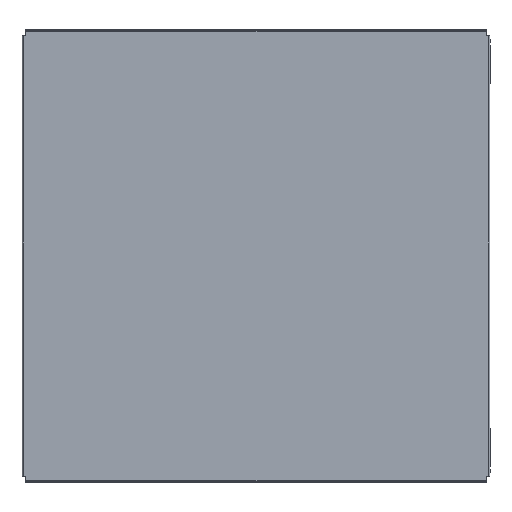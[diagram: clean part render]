
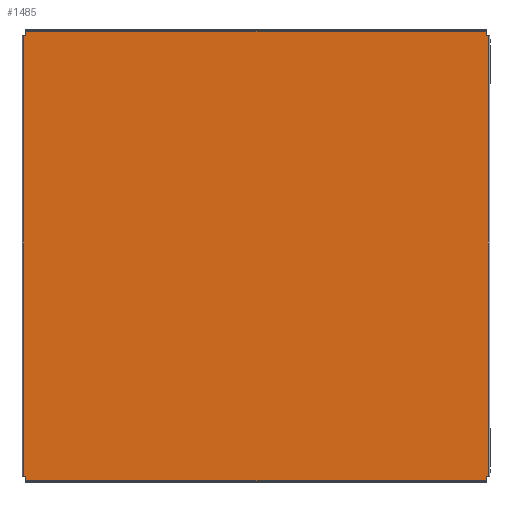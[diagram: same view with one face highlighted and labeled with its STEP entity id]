
A CAD part, top view. The second image highlights one B-rep face of the part: STEP entity #1485.
In plain terms, the highlighted planar face has unit normal (0, 0, 1).
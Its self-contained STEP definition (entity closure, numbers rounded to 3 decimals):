
#778 = DIRECTION ( 'NONE',  ( 1., 0., 0. ) ) ;
#779 = CARTESIAN_POINT ( 'NONE',  ( -447., 422.5, 2. ) ) ;
#780 = DIRECTION ( 'NONE',  ( 0., -1., 0. ) ) ;
#781 = CARTESIAN_POINT ( 'NONE',  ( -446., 422.5, 2. ) ) ;
#782 = DIRECTION ( 'NONE',  ( 1., 0., 0. ) ) ;
#784 = CARTESIAN_POINT ( 'NONE',  ( -447., -422.5, 2. ) ) ;
#785 = DIRECTION ( 'NONE',  ( 0., -1., 0. ) ) ;
#786 = CARTESIAN_POINT ( 'NONE',  ( -442., 432.5, 2. ) ) ;
#787 = DIRECTION ( 'NONE',  ( -1., 0., 0. ) ) ;
#788 = CARTESIAN_POINT ( 'NONE',  ( 442., -431.5, 2. ) ) ;
#789 = DIRECTION ( 'NONE',  ( 0., 1., 0. ) ) ;
#790 = CARTESIAN_POINT ( 'NONE',  ( 442., 432.5, 2. ) ) ;
#791 = DIRECTION ( 'NONE',  ( -1., 0., 0. ) ) ;
#792 = CARTESIAN_POINT ( 'NONE',  ( 447., -422.5, 2. ) ) ;
#793 = DIRECTION ( 'NONE',  ( 0., 1., 0. ) ) ;
#794 = CARTESIAN_POINT ( 'NONE',  ( 446., -422.5, 2. ) ) ;
#795 = DIRECTION ( 'NONE',  ( -1., 0., 0. ) ) ;
#796 = CARTESIAN_POINT ( 'NONE',  ( 447., 422.5, 2. ) ) ;
#797 = DIRECTION ( 'NONE',  ( 0., 1., 0. ) ) ;
#798 = CARTESIAN_POINT ( 'NONE',  ( 442., 432.5, 2. ) ) ;
#799 = DIRECTION ( 'NONE',  ( 1., 0., 0. ) ) ;
#800 = DIRECTION ( 'NONE',  ( 0., -1., 0. ) ) ;
#802 = CARTESIAN_POINT ( 'NONE',  ( -442., 432.5, 2. ) ) ;
#819 = CARTESIAN_POINT ( 'NONE',  ( -442., 431.5, 2. ) ) ;
#1059 = EDGE_CURVE ( 'NONE', #1720, #1730, #2095, .T. ) ;
#1060 = EDGE_CURVE ( 'NONE', #1720, #1717, #2085, .T. ) ;
#1061 = EDGE_CURVE ( 'NONE', #1718, #1717, #2099, .T. ) ;
#1062 = EDGE_CURVE ( 'NONE', #1719, #1718, #2101, .T. ) ;
#1063 = EDGE_CURVE ( 'NONE', #1726, #1719, #2103, .T. ) ;
#1064 = EDGE_CURVE ( 'NONE', #1726, #1721, #2105, .T. ) ;
#1065 = EDGE_CURVE ( 'NONE', #1727, #1721, #2107, .T. ) ;
#1066 = EDGE_CURVE ( 'NONE', #1727, #1723, #2109, .T. ) ;
#1067 = EDGE_CURVE ( 'NONE', #1724, #1723, #2111, .T. ) ;
#1068 = EDGE_CURVE ( 'NONE', #1725, #1724, #2113, .T. ) ;
#1069 = EDGE_CURVE ( 'NONE', #1731, #1725, #2115, .T. ) ;
#1070 = EDGE_CURVE ( 'NONE', #1731, #1730, #2117, .T. ) ;
#1363 = AXIS2_PLACEMENT_3D ( 'NONE', #3169, #3163, #3162 ) ;
#1485 = ADVANCED_FACE ( 'NONE', ( #2426 ), #3167, .T. ) ;
#1717 = VERTEX_POINT ( 'NONE', #3025 ) ;
#1718 = VERTEX_POINT ( 'NONE', #3024 ) ;
#1719 = VERTEX_POINT ( 'NONE', #3023 ) ;
#1720 = VERTEX_POINT ( 'NONE', #3022 ) ;
#1721 = VERTEX_POINT ( 'NONE', #3021 ) ;
#1723 = VERTEX_POINT ( 'NONE', #3019 ) ;
#1724 = VERTEX_POINT ( 'NONE', #3018 ) ;
#1725 = VERTEX_POINT ( 'NONE', #3017 ) ;
#1726 = VERTEX_POINT ( 'NONE', #3016 ) ;
#1727 = VERTEX_POINT ( 'NONE', #3015 ) ;
#1730 = VERTEX_POINT ( 'NONE', #3012 ) ;
#1731 = VERTEX_POINT ( 'NONE', #3011 ) ;
#1824 = EDGE_LOOP ( 'NONE', ( #2760, #2798, #2837, #2533, #2570, #2973, #2974, #2998, #2877, #2609, #2647, #2685 ) ) ;
#2085 = LINE ( 'NONE', #819, #2100 ) ;
#2095 = LINE ( 'NONE', #802, #2098 ) ;
#2098 = VECTOR ( 'NONE', #800, 1000. ) ;
#2099 = LINE ( 'NONE', #798, #2102 ) ;
#2100 = VECTOR ( 'NONE', #799, 1000. ) ;
#2101 = LINE ( 'NONE', #796, #2104 ) ;
#2102 = VECTOR ( 'NONE', #797, 1000. ) ;
#2103 = LINE ( 'NONE', #794, #2106 ) ;
#2104 = VECTOR ( 'NONE', #795, 1000. ) ;
#2105 = LINE ( 'NONE', #792, #2108 ) ;
#2106 = VECTOR ( 'NONE', #793, 1000. ) ;
#2107 = LINE ( 'NONE', #790, #2110 ) ;
#2108 = VECTOR ( 'NONE', #791, 1000. ) ;
#2109 = LINE ( 'NONE', #788, #2112 ) ;
#2110 = VECTOR ( 'NONE', #789, 1000. ) ;
#2111 = LINE ( 'NONE', #786, #2114 ) ;
#2112 = VECTOR ( 'NONE', #787, 1000. ) ;
#2113 = LINE ( 'NONE', #784, #2116 ) ;
#2114 = VECTOR ( 'NONE', #785, 1000. ) ;
#2115 = LINE ( 'NONE', #781, #2118 ) ;
#2116 = VECTOR ( 'NONE', #782, 1000. ) ;
#2117 = LINE ( 'NONE', #779, #2120 ) ;
#2118 = VECTOR ( 'NONE', #780, 1000. ) ;
#2120 = VECTOR ( 'NONE', #778, 1000. ) ;
#2426 = FACE_OUTER_BOUND ( 'NONE', #1824, .T. ) ;
#2533 = ORIENTED_EDGE ( 'NONE', *, *, #1067, .T. ) ;
#2570 = ORIENTED_EDGE ( 'NONE', *, *, #1066, .F. ) ;
#2609 = ORIENTED_EDGE ( 'NONE', *, *, #1061, .T. ) ;
#2647 = ORIENTED_EDGE ( 'NONE', *, *, #1060, .F. ) ;
#2685 = ORIENTED_EDGE ( 'NONE', *, *, #1059, .T. ) ;
#2760 = ORIENTED_EDGE ( 'NONE', *, *, #1070, .F. ) ;
#2798 = ORIENTED_EDGE ( 'NONE', *, *, #1069, .T. ) ;
#2837 = ORIENTED_EDGE ( 'NONE', *, *, #1068, .T. ) ;
#2877 = ORIENTED_EDGE ( 'NONE', *, *, #1062, .T. ) ;
#2973 = ORIENTED_EDGE ( 'NONE', *, *, #1065, .T. ) ;
#2974 = ORIENTED_EDGE ( 'NONE', *, *, #1064, .F. ) ;
#2998 = ORIENTED_EDGE ( 'NONE', *, *, #1063, .T. ) ;
#3011 = CARTESIAN_POINT ( 'NONE',  ( -446., 422.5, 2. ) ) ;
#3012 = CARTESIAN_POINT ( 'NONE',  ( -442., 422.5, 2. ) ) ;
#3015 = CARTESIAN_POINT ( 'NONE',  ( 442., -431.5, 2. ) ) ;
#3016 = CARTESIAN_POINT ( 'NONE',  ( 446., -422.5, 2. ) ) ;
#3017 = CARTESIAN_POINT ( 'NONE',  ( -446., -422.5, 2. ) ) ;
#3018 = CARTESIAN_POINT ( 'NONE',  ( -442., -422.5, 2. ) ) ;
#3019 = CARTESIAN_POINT ( 'NONE',  ( -442., -431.5, 2. ) ) ;
#3021 = CARTESIAN_POINT ( 'NONE',  ( 442., -422.5, 2. ) ) ;
#3022 = CARTESIAN_POINT ( 'NONE',  ( -442., 431.5, 2. ) ) ;
#3023 = CARTESIAN_POINT ( 'NONE',  ( 446., 422.5, 2. ) ) ;
#3024 = CARTESIAN_POINT ( 'NONE',  ( 442., 422.5, 2. ) ) ;
#3025 = CARTESIAN_POINT ( 'NONE',  ( 442., 431.5, 2. ) ) ;
#3162 = DIRECTION ( 'NONE',  ( 1., 0., 0. ) ) ;
#3163 = DIRECTION ( 'NONE',  ( 0., 0., 1. ) ) ;
#3167 = PLANE ( 'NONE',  #1363 ) ;
#3169 = CARTESIAN_POINT ( 'NONE',  ( -442., -432.5, 2. ) ) ;
